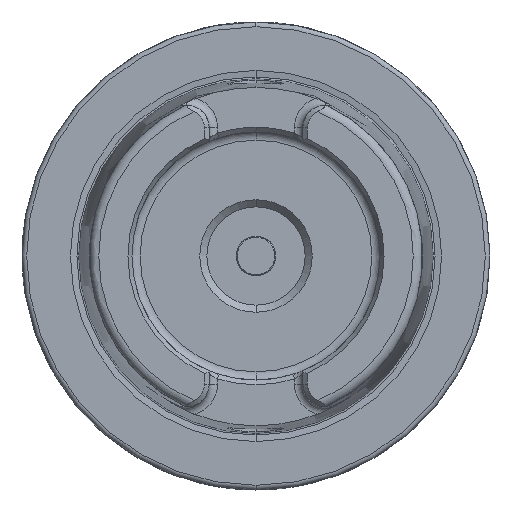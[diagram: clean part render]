
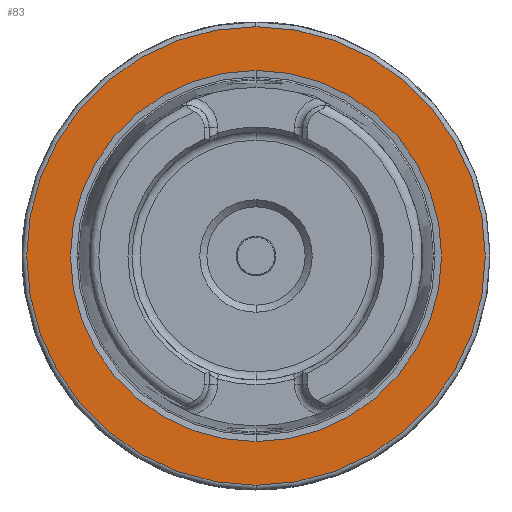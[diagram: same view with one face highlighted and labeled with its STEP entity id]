
A CAD part, left-side view. The second image highlights one B-rep face of the part: STEP entity #83.
In plain terms, the highlighted planar face has unit normal (-1, 0, 0).
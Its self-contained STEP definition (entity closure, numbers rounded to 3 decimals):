
#69 = EDGE_LOOP ( 'NONE', ( #71, #70 ) ) ;
#70 = ORIENTED_EDGE ( 'NONE', *, *, #85, .T. ) ;
#71 = ORIENTED_EDGE ( 'NONE', *, *, #3659, .T. ) ;
#79 = EDGE_LOOP ( 'NONE', ( #81, #82 ) ) ;
#80 = EDGE_CURVE ( 'NONE', #3615, #3614, #4096, .T. ) ;
#81 = ORIENTED_EDGE ( 'NONE', *, *, #3613, .F. ) ;
#82 = ORIENTED_EDGE ( 'NONE', *, *, #80, .F. ) ;
#83 = ADVANCED_FACE ( 'NONE', ( #4150, #4149 ), #4148, .T. ) ;
#85 = EDGE_CURVE ( 'NONE', #3657, #3660, #4134, .T. ) ;
#3613 = EDGE_CURVE ( 'NONE', #3614, #3615, #11592, .T. ) ;
#3614 = VERTEX_POINT ( 'NONE', #11585 ) ;
#3615 = VERTEX_POINT ( 'NONE', #11584 ) ;
#3657 = VERTEX_POINT ( 'NONE', #11712 ) ;
#3659 = EDGE_CURVE ( 'NONE', #3660, #3657, #11711, .T. ) ;
#3660 = VERTEX_POINT ( 'NONE', #11769 ) ;
#4096 = CIRCLE ( 'NONE', #4154, 49. ) ;
#4131 = DIRECTION ( 'NONE',  ( 0., 0., -1. ) ) ;
#4132 = DIRECTION ( 'NONE',  ( 1., 0., 0. ) ) ;
#4133 = AXIS2_PLACEMENT_3D ( 'NONE', #4142, #4132, #4131 ) ;
#4134 = CIRCLE ( 'NONE', #4133, 39.647 ) ;
#4142 = CARTESIAN_POINT ( 'NONE',  ( 0., 0., 0. ) ) ;
#4144 = DIRECTION ( 'NONE',  ( 0., 0., 1. ) ) ;
#4145 = DIRECTION ( 'NONE',  ( -1., 0., 0. ) ) ;
#4146 = CARTESIAN_POINT ( 'NONE',  ( 0., 39.647, 0. ) ) ;
#4147 = AXIS2_PLACEMENT_3D ( 'NONE', #4146, #4145, #4144 ) ;
#4148 = PLANE ( 'NONE',  #4147 ) ;
#4149 = FACE_OUTER_BOUND ( 'NONE', #79, .T. ) ;
#4150 = FACE_BOUND ( 'NONE', #69, .T. ) ;
#4151 = DIRECTION ( 'NONE',  ( 0., 0., -1. ) ) ;
#4152 = DIRECTION ( 'NONE',  ( 1., 0., 0. ) ) ;
#4153 = CARTESIAN_POINT ( 'NONE',  ( 0., 0., 0. ) ) ;
#4154 = AXIS2_PLACEMENT_3D ( 'NONE', #4153, #4152, #4151 ) ;
#11584 = CARTESIAN_POINT ( 'NONE',  ( 0., 0., 49. ) ) ;
#11585 = CARTESIAN_POINT ( 'NONE',  ( 0., 0., -49. ) ) ;
#11586 = DIRECTION ( 'NONE',  ( 0., 0., -1. ) ) ;
#11587 = DIRECTION ( 'NONE',  ( 1., 0., 0. ) ) ;
#11588 = CARTESIAN_POINT ( 'NONE',  ( 0., 0., 0. ) ) ;
#11589 = AXIS2_PLACEMENT_3D ( 'NONE', #11588, #11587, #11586 ) ;
#11592 = CIRCLE ( 'NONE', #11589, 49. ) ;
#11708 = DIRECTION ( 'NONE',  ( 1., 0., 0. ) ) ;
#11709 = CARTESIAN_POINT ( 'NONE',  ( 0., 0., 0. ) ) ;
#11710 = AXIS2_PLACEMENT_3D ( 'NONE', #11709, #11708, #11770 ) ;
#11711 = CIRCLE ( 'NONE', #11710, 39.647 ) ;
#11712 = CARTESIAN_POINT ( 'NONE',  ( 0., 0., -39.647 ) ) ;
#11769 = CARTESIAN_POINT ( 'NONE',  ( 0., 0., 39.647 ) ) ;
#11770 = DIRECTION ( 'NONE',  ( 0., 0., -1. ) ) ;
